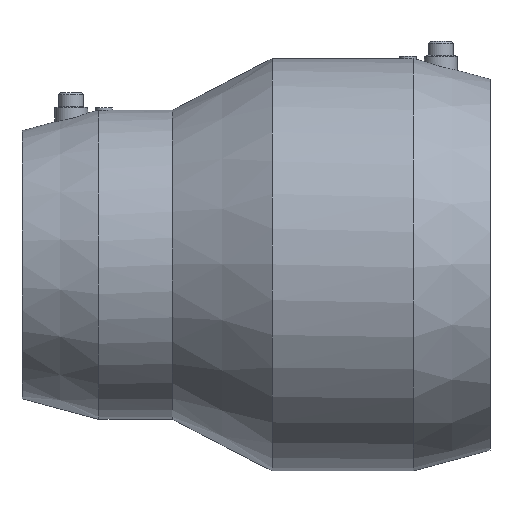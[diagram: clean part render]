
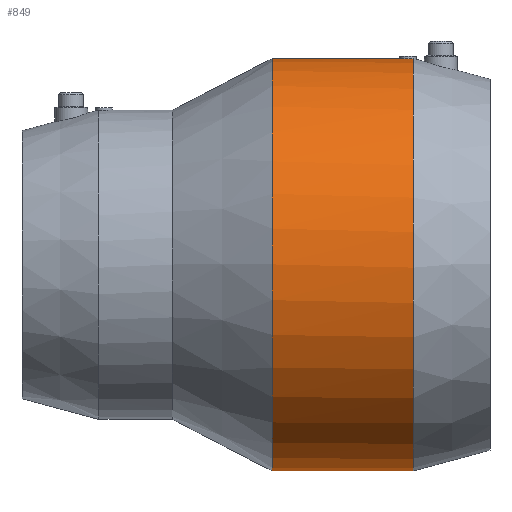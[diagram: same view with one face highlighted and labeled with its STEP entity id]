
A CAD part, top view. The second image highlights one B-rep face of the part: STEP entity #849.
In plain terms, the highlighted cylindrical face has radius 100 mm (diameter 200 mm), a partial arc.
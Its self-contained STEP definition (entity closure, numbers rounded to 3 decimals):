
#441 = EDGE_CURVE( '', #823, #791, #1065, .T. );
#481 = EDGE_CURVE( '', #791, #773, #1108, .T. );
#589 = EDGE_CURVE( '', #845, #667, #1226, .T. );
#667 = VERTEX_POINT( '', #1314 );
#773 = VERTEX_POINT( '', #1438 );
#779 = EDGE_CURVE( '', #773, #667, #1445, .T. );
#781 = EDGE_CURVE( '', #845, #823, #1447, .T. );
#791 = VERTEX_POINT( '', #1457 );
#823 = VERTEX_POINT( '', #1496 );
#845 = VERTEX_POINT( '', #1520 );
#849 = ADVANCED_FACE( '', ( #1524 ), #1525, .T. );
#1065 = CIRCLE( '', #1893, 100. );
#1108 = B_SPLINE_CURVE_WITH_KNOTS( '', 3, ( #1968, #1969, #1970, #1971, #1972, #1973, #1974, #1975, #1976, #1977, #1978, #1979, #1980, #1981, #1982, #1983, #1984, #1985, #1986, #1987, #1988, #1989, #1990, #1991, #1992, #1993, #1994, #1995, #1996, #1997, #1998, #1999, #2000, #2001, #2002, #2003, #2004, #2005, #2006, #2007, #2008, #2009, #2010, #2011, #2012, #2013, #2014, #2015, #2016, #2017, #2018 ), .UNSPECIFIED., .F., .F., ( 4, 2, 2, 2, 2, 2, 2, 2, 2, 2, 2, 2, 2, 2, 2, 2, 2, 2, 2, 2, 3, 2, 2, 2, 4 ), ( -14.652, -14.316, -13.562, -12.809, -12.055, -11.302, -10.548, -9.795, -9.042, -8.288, -7.535, -6.781, -6.028, -5.274, -4.521, -3.767, -3.014, -2.26, -1.507, -0.753, 0., 0.753, 1.507, 2.26, 2.596 ), .UNSPECIFIED. );
#1226 = CIRCLE( '', #2269, 100. );
#1314 = CARTESIAN_POINT( '', ( -15.227, 100., 0. ) );
#1438 = CARTESIAN_POINT( '', ( 46.667, 100., 0. ) );
#1445 = LINE( '', #2657, #2658 );
#1447 = LINE( '', #2661, #2662 );
#1457 = CARTESIAN_POINT( '', ( 53.179, 99.952, 3.112 ) );
#1496 = CARTESIAN_POINT( '', ( 53.179, -100., 0. ) );
#1520 = CARTESIAN_POINT( '', ( -15.227, -100., 0. ) );
#1524 = FACE_OUTER_BOUND( '', #2796, .T. );
#1525 = CYLINDRICAL_SURFACE( '', #2797, 100. );
#1893 = AXIS2_PLACEMENT_3D( '', #3063, #3064, #3065 );
#1968 = CARTESIAN_POINT( '', ( 53.179, 99.952, 3.112 ) );
#1969 = CARTESIAN_POINT( '', ( 53.09, 99.949, 3.185 ) );
#1970 = CARTESIAN_POINT( '', ( 52.996, 99.947, 3.254 ) );
#1971 = CARTESIAN_POINT( '', ( 52.68, 99.94, 3.466 ) );
#1972 = CARTESIAN_POINT( '', ( 52.444, 99.935, 3.593 ) );
#1973 = CARTESIAN_POINT( '', ( 51.951, 99.928, 3.798 ) );
#1974 = CARTESIAN_POINT( '', ( 51.694, 99.925, 3.875 ) );
#1975 = CARTESIAN_POINT( '', ( 51.178, 99.921, 3.976 ) );
#1976 = CARTESIAN_POINT( '', ( 50.918, 99.92, 4. ) );
#1977 = CARTESIAN_POINT( '', ( 50.416, 99.92, 4. ) );
#1978 = CARTESIAN_POINT( '', ( 50.156, 99.921, 3.976 ) );
#1979 = CARTESIAN_POINT( '', ( 49.639, 99.925, 3.875 ) );
#1980 = CARTESIAN_POINT( '', ( 49.382, 99.928, 3.798 ) );
#1981 = CARTESIAN_POINT( '', ( 48.889, 99.935, 3.593 ) );
#1982 = CARTESIAN_POINT( '', ( 48.653, 99.94, 3.466 ) );
#1983 = CARTESIAN_POINT( '', ( 48.216, 99.95, 3.173 ) );
#1984 = CARTESIAN_POINT( '', ( 48.016, 99.955, 3.006 ) );
#1985 = CARTESIAN_POINT( '', ( 47.661, 99.965, 2.651 ) );
#1986 = CARTESIAN_POINT( '', ( 47.494, 99.97, 2.45 ) );
#1987 = CARTESIAN_POINT( '', ( 47.2, 99.98, 2.013 ) );
#1988 = CARTESIAN_POINT( '', ( 47.073, 99.985, 1.777 ) );
#1989 = CARTESIAN_POINT( '', ( 46.869, 99.992, 1.284 ) );
#1990 = CARTESIAN_POINT( '', ( 46.792, 99.995, 1.028 ) );
#1991 = CARTESIAN_POINT( '', ( 46.691, 99.999, 0.511 ) );
#1992 = CARTESIAN_POINT( '', ( 46.667, 100., 0.251 ) );
#1993 = CARTESIAN_POINT( '', ( 46.667, 100., -0.251 ) );
#1994 = CARTESIAN_POINT( '', ( 46.691, 99.999, -0.511 ) );
#1995 = CARTESIAN_POINT( '', ( 46.792, 99.995, -1.028 ) );
#1996 = CARTESIAN_POINT( '', ( 46.869, 99.992, -1.284 ) );
#1997 = CARTESIAN_POINT( '', ( 47.073, 99.985, -1.777 ) );
#1998 = CARTESIAN_POINT( '', ( 47.2, 99.98, -2.013 ) );
#1999 = CARTESIAN_POINT( '', ( 47.494, 99.97, -2.45 ) );
#2000 = CARTESIAN_POINT( '', ( 47.661, 99.965, -2.651 ) );
#2001 = CARTESIAN_POINT( '', ( 48.016, 99.955, -3.006 ) );
#2002 = CARTESIAN_POINT( '', ( 48.216, 99.95, -3.173 ) );
#2003 = CARTESIAN_POINT( '', ( 48.653, 99.94, -3.466 ) );
#2004 = CARTESIAN_POINT( '', ( 48.889, 99.935, -3.593 ) );
#2005 = CARTESIAN_POINT( '', ( 49.382, 99.928, -3.798 ) );
#2006 = CARTESIAN_POINT( '', ( 49.639, 99.925, -3.875 ) );
#2007 = CARTESIAN_POINT( '', ( 50.156, 99.921, -3.976 ) );
#2008 = CARTESIAN_POINT( '', ( 50.416, 99.92, -4. ) );
#2009 = CARTESIAN_POINT( '', ( 50.667, 99.92, -4. ) );
#2010 = CARTESIAN_POINT( '', ( 50.918, 99.92, -4. ) );
#2011 = CARTESIAN_POINT( '', ( 51.178, 99.921, -3.976 ) );
#2012 = CARTESIAN_POINT( '', ( 51.694, 99.925, -3.875 ) );
#2013 = CARTESIAN_POINT( '', ( 51.951, 99.928, -3.798 ) );
#2014 = CARTESIAN_POINT( '', ( 52.444, 99.935, -3.593 ) );
#2015 = CARTESIAN_POINT( '', ( 52.68, 99.94, -3.466 ) );
#2016 = CARTESIAN_POINT( '', ( 52.996, 99.947, -3.254 ) );
#2017 = CARTESIAN_POINT( '', ( 53.09, 99.949, -3.185 ) );
#2018 = CARTESIAN_POINT( '', ( 53.179, 99.952, -3.112 ) );
#2269 = AXIS2_PLACEMENT_3D( '', #3230, #3231, #3232 );
#2657 = CARTESIAN_POINT( '', ( 18.976, 100., 0. ) );
#2658 = VECTOR( '', #3506, 1. );
#2661 = CARTESIAN_POINT( '', ( 18.976, -100., 0. ) );
#2662 = VECTOR( '', #3507, 1. );
#2796 = EDGE_LOOP( '', ( #3601, #3602, #3603, #3604, #3605 ) );
#2797 = AXIS2_PLACEMENT_3D( '', #3606, #3607, #3608 );
#3063 = CARTESIAN_POINT( '', ( 53.179, 0., 0. ) );
#3064 = DIRECTION( '', ( -1., 0., 0. ) );
#3065 = DIRECTION( '', ( 0., 1., 0. ) );
#3230 = CARTESIAN_POINT( '', ( -15.227, 0., 0. ) );
#3231 = DIRECTION( '', ( -1., 0., 0. ) );
#3232 = DIRECTION( '', ( 0., 1., 0. ) );
#3506 = DIRECTION( '', ( -1., 0., 0. ) );
#3507 = DIRECTION( '', ( 1., 0., 0. ) );
#3601 = ORIENTED_EDGE( '', *, *, #779, .T. );
#3602 = ORIENTED_EDGE( '', *, *, #589, .F. );
#3603 = ORIENTED_EDGE( '', *, *, #781, .T. );
#3604 = ORIENTED_EDGE( '', *, *, #441, .T. );
#3605 = ORIENTED_EDGE( '', *, *, #481, .T. );
#3606 = CARTESIAN_POINT( '', ( 18.976, 0., 0. ) );
#3607 = DIRECTION( '', ( 1., 0., 0. ) );
#3608 = DIRECTION( '', ( 0., 1., 0. ) );
